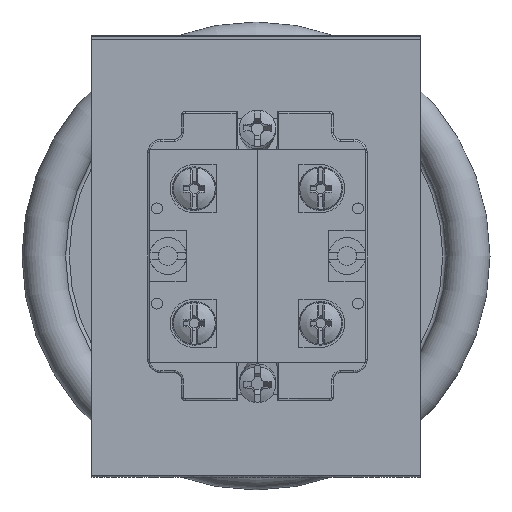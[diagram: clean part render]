
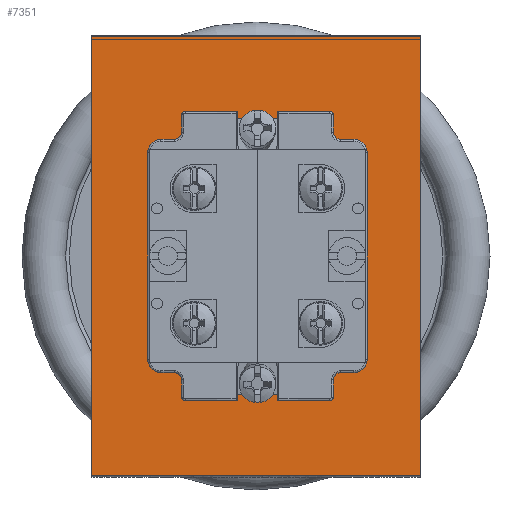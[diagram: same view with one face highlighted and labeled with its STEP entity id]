
A CAD part, left-side view. The second image highlights one B-rep face of the part: STEP entity #7351.
In plain terms, the highlighted planar face has unit normal (-1, 0, 0).
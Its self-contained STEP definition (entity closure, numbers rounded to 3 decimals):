
#848=LINE('',#12655,#1476);
#852=LINE('',#12679,#1480);
#853=LINE('',#12686,#1481);
#854=LINE('',#12687,#1482);
#1476=VECTOR('',#10314,45.);
#1480=VECTOR('',#10320,45.);
#1481=VECTOR('',#10323,60.);
#1482=VECTOR('',#10324,60.);
#1845=PLANE('',#8136);
#1953=FACE_BOUND('',#2893,.T.);
#2369=FACE_OUTER_BOUND('',#2892,.T.);
#2892=EDGE_LOOP('',(#6865,#6866,#6867,#6868));
#2893=EDGE_LOOP('',(#6869));
#3200=CIRCLE('',#8133,11.25);
#3874=VERTEX_POINT('',#12626);
#3876=VERTEX_POINT('',#12640);
#3879=VERTEX_POINT('',#12649);
#3882=VERTEX_POINT('',#12672);
#3883=VERTEX_POINT('',#12678);
#4868=EDGE_CURVE('',#3874,#3874,#3200,.T.);
#4873=EDGE_CURVE('',#3879,#3876,#848,.T.);
#4878=EDGE_CURVE('',#3883,#3882,#852,.T.);
#4880=EDGE_CURVE('',#3882,#3876,#853,.T.);
#4881=EDGE_CURVE('',#3879,#3883,#854,.T.);
#6865=ORIENTED_EDGE('',*,*,#4880,.T.);
#6866=ORIENTED_EDGE('',*,*,#4873,.F.);
#6867=ORIENTED_EDGE('',*,*,#4881,.T.);
#6868=ORIENTED_EDGE('',*,*,#4878,.T.);
#6869=ORIENTED_EDGE('',*,*,#4868,.T.);
#7351=ADVANCED_FACE('',(#2369,#1953),#1845,.T.);
#8133=AXIS2_PLACEMENT_3D('',#12627,#10309,#10310);
#8136=AXIS2_PLACEMENT_3D('',#12685,#10321,#10322);
#10309=DIRECTION('center_axis',(1.,0.,0.));
#10310=DIRECTION('ref_axis',(0.,0.,1.));
#10314=DIRECTION('',(0.,0.,1.));
#10320=DIRECTION('',(0.,0.,1.));
#10321=DIRECTION('center_axis',(-1.,0.,0.));
#10322=DIRECTION('ref_axis',(0.,0.,1.));
#10323=DIRECTION('',(0.,1.,0.));
#10324=DIRECTION('',(0.,-1.,0.));
#12626=CARTESIAN_POINT('',(-15.704,-32.725,11.25));
#12627=CARTESIAN_POINT('Origin',(-15.704,-32.725,22.5));
#12640=CARTESIAN_POINT('',(-15.704,-2.725,45.));
#12649=CARTESIAN_POINT('',(-15.704,-2.725,0.));
#12655=CARTESIAN_POINT('',(-15.704,-2.725,0.));
#12672=CARTESIAN_POINT('',(-15.704,-62.725,45.));
#12678=CARTESIAN_POINT('',(-15.704,-62.725,0.));
#12679=CARTESIAN_POINT('',(-15.704,-62.725,0.));
#12685=CARTESIAN_POINT('Origin',(-15.704,-62.725,0.));
#12686=CARTESIAN_POINT('',(-15.704,-62.725,45.));
#12687=CARTESIAN_POINT('',(-15.704,-2.725,0.));
